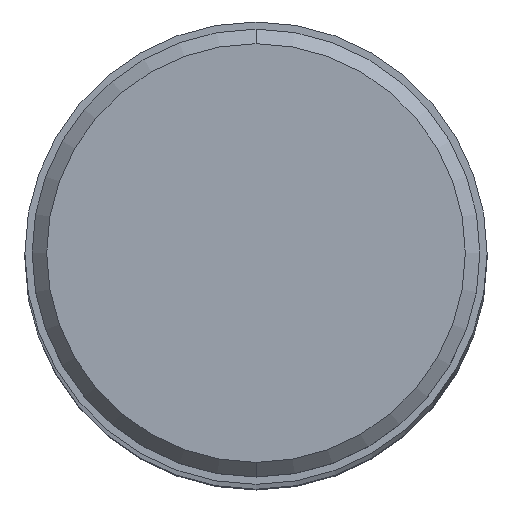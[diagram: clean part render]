
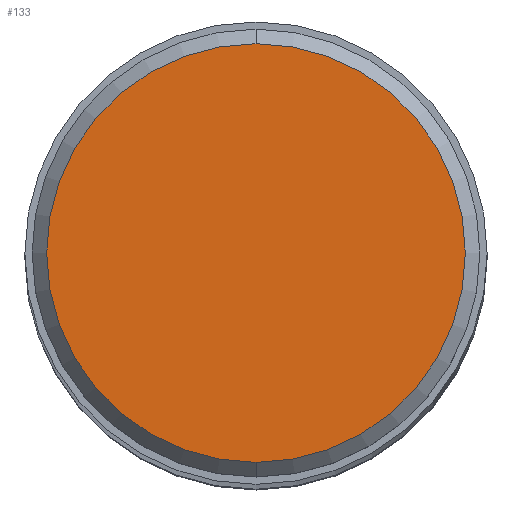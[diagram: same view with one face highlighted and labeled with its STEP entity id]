
A CAD part, top view. The second image highlights one B-rep face of the part: STEP entity #133.
In plain terms, the highlighted planar face has unit normal (0, 0, 1).
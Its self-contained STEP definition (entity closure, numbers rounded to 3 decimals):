
#68=PLANE('',#1243);
#133=ADVANCED_FACE('',(#215),#68,.F.);
#215=FACE_OUTER_BOUND('',#277,.T.);
#277=EDGE_LOOP('',(#530,#531));
#530=ORIENTED_EDGE('',*,*,#746,.F.);
#531=ORIENTED_EDGE('',*,*,#748,.F.);
#618=VERTEX_POINT('',#1933);
#619=VERTEX_POINT('',#1935);
#746=EDGE_CURVE('',#618,#619,#867,.T.);
#748=EDGE_CURVE('',#619,#618,#868,.T.);
#867=CIRCLE('',#1239,14.375);
#868=CIRCLE('',#1241,14.375);
#1239=AXIS2_PLACEMENT_3D('',#1934,#1631,#1632);
#1241=AXIS2_PLACEMENT_3D('',#1938,#1636,#1637);
#1243=AXIS2_PLACEMENT_3D('',#1940,#1640,#1641);
#1631=DIRECTION('',(0.,0.,-1.));
#1632=DIRECTION('',(0.,1.,0.));
#1636=DIRECTION('',(0.,0.,-1.));
#1637=DIRECTION('',(0.,-1.,0.));
#1640=DIRECTION('',(0.,0.,-1.));
#1641=DIRECTION('',(1.,0.,0.));
#1933=CARTESIAN_POINT('',(0.,14.375,0.));
#1934=CARTESIAN_POINT('',(0.,0.,0.));
#1935=CARTESIAN_POINT('',(0.,-14.375,0.));
#1938=CARTESIAN_POINT('',(0.,0.,0.));
#1940=CARTESIAN_POINT('',(0.,0.,0.));
